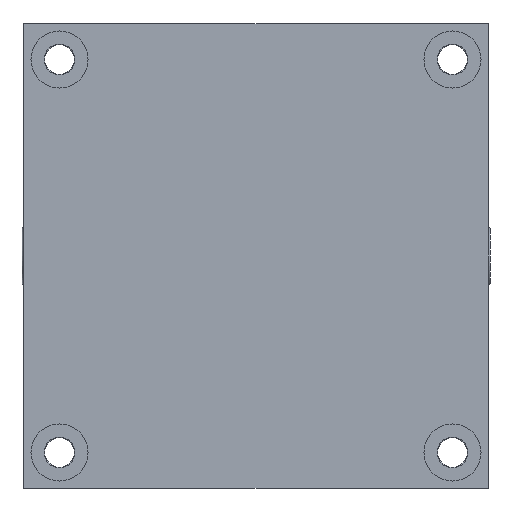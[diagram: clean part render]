
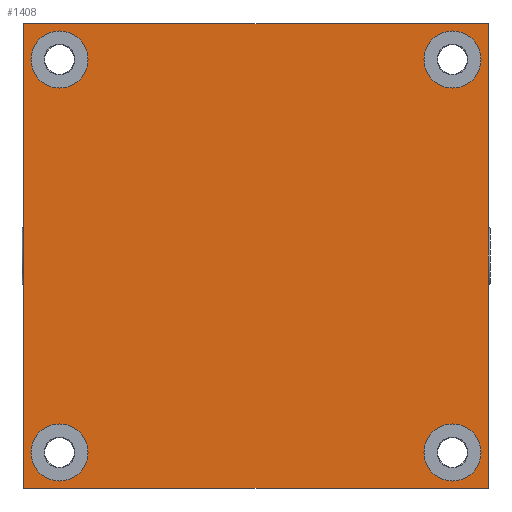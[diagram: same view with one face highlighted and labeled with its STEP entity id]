
A CAD part, front view. The second image highlights one B-rep face of the part: STEP entity #1408.
In plain terms, the highlighted planar face has unit normal (0, -1, 0).
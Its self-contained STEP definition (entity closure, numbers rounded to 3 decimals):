
#82=FACE_BOUND('',#491,.T.);
#83=FACE_BOUND('',#492,.T.);
#84=FACE_BOUND('',#493,.T.);
#85=FACE_BOUND('',#494,.T.);
#156=LINE('',#2573,#227);
#158=LINE('',#2578,#229);
#160=LINE('',#2582,#231);
#161=LINE('',#2583,#232);
#227=VECTOR('',#2055,10.);
#229=VECTOR('',#2059,10.);
#231=VECTOR('',#2063,10.);
#232=VECTOR('',#2064,10.);
#372=FACE_OUTER_BOUND('',#490,.T.);
#490=EDGE_LOOP('',(#1169,#1170,#1171,#1172));
#491=EDGE_LOOP('',(#1173));
#492=EDGE_LOOP('',(#1174));
#493=EDGE_LOOP('',(#1175));
#494=EDGE_LOOP('',(#1176));
#565=CIRCLE('',#1571,4.);
#570=CIRCLE('',#1580,4.);
#575=CIRCLE('',#1589,4.);
#580=CIRCLE('',#1598,4.);
#673=VERTEX_POINT('',#2397);
#678=VERTEX_POINT('',#2414);
#683=VERTEX_POINT('',#2431);
#688=VERTEX_POINT('',#2448);
#722=VERTEX_POINT('',#2567);
#724=VERTEX_POINT('',#2571);
#726=VERTEX_POINT('',#2576);
#727=VERTEX_POINT('',#2581);
#802=EDGE_CURVE('',#673,#673,#565,.T.);
#810=EDGE_CURVE('',#678,#678,#570,.T.);
#818=EDGE_CURVE('',#683,#683,#575,.T.);
#826=EDGE_CURVE('',#688,#688,#580,.T.);
#882=EDGE_CURVE('',#722,#724,#156,.T.);
#884=EDGE_CURVE('',#726,#724,#158,.T.);
#886=EDGE_CURVE('',#726,#727,#160,.T.);
#887=EDGE_CURVE('',#727,#722,#161,.T.);
#1169=ORIENTED_EDGE('',*,*,#886,.T.);
#1170=ORIENTED_EDGE('',*,*,#887,.T.);
#1171=ORIENTED_EDGE('',*,*,#882,.T.);
#1172=ORIENTED_EDGE('',*,*,#884,.F.);
#1173=ORIENTED_EDGE('',*,*,#802,.T.);
#1174=ORIENTED_EDGE('',*,*,#810,.T.);
#1175=ORIENTED_EDGE('',*,*,#818,.T.);
#1176=ORIENTED_EDGE('',*,*,#826,.T.);
#1329=PLANE('',#1664);
#1408=ADVANCED_FACE('',(#372,#82,#83,#84,#85),#1329,.T.);
#1571=AXIS2_PLACEMENT_3D('',#2398,#1839,#1840);
#1580=AXIS2_PLACEMENT_3D('',#2415,#1860,#1861);
#1589=AXIS2_PLACEMENT_3D('',#2432,#1881,#1882);
#1598=AXIS2_PLACEMENT_3D('',#2449,#1902,#1903);
#1664=AXIS2_PLACEMENT_3D('',#2580,#2061,#2062);
#1839=DIRECTION('center_axis',(0.,1.,0.));
#1840=DIRECTION('ref_axis',(1.,0.,0.));
#1860=DIRECTION('center_axis',(0.,1.,0.));
#1861=DIRECTION('ref_axis',(1.,0.,0.));
#1881=DIRECTION('center_axis',(0.,1.,0.));
#1882=DIRECTION('ref_axis',(1.,0.,0.));
#1902=DIRECTION('center_axis',(0.,1.,0.));
#1903=DIRECTION('ref_axis',(1.,0.,0.));
#2055=DIRECTION('',(1.,0.,0.));
#2059=DIRECTION('',(0.,0.,-1.));
#2061=DIRECTION('center_axis',(0.,-1.,0.));
#2062=DIRECTION('ref_axis',(0.,0.,-1.));
#2063=DIRECTION('',(-1.,0.,0.));
#2064=DIRECTION('',(0.,0.,-1.));
#2397=CARTESIAN_POINT('',(-31.5,-11.5,-27.5));
#2398=CARTESIAN_POINT('Origin',(-27.5,-11.5,-27.5));
#2414=CARTESIAN_POINT('',(23.5,-11.5,-27.5));
#2415=CARTESIAN_POINT('Origin',(27.5,-11.5,-27.5));
#2431=CARTESIAN_POINT('',(23.5,-11.5,27.5));
#2432=CARTESIAN_POINT('Origin',(27.5,-11.5,27.5));
#2448=CARTESIAN_POINT('',(-31.5,-11.5,27.5));
#2449=CARTESIAN_POINT('Origin',(-27.5,-11.5,27.5));
#2567=CARTESIAN_POINT('',(-32.5,-11.5,-32.5));
#2571=CARTESIAN_POINT('',(32.5,-11.5,-32.5));
#2573=CARTESIAN_POINT('',(32.5,-11.5,-32.5));
#2576=CARTESIAN_POINT('',(32.5,-11.5,32.5));
#2578=CARTESIAN_POINT('',(32.5,-11.5,0.));
#2580=CARTESIAN_POINT('Origin',(32.5,-11.5,0.));
#2581=CARTESIAN_POINT('',(-32.5,-11.5,32.5));
#2582=CARTESIAN_POINT('',(32.5,-11.5,32.5));
#2583=CARTESIAN_POINT('',(-32.5,-11.5,0.));
